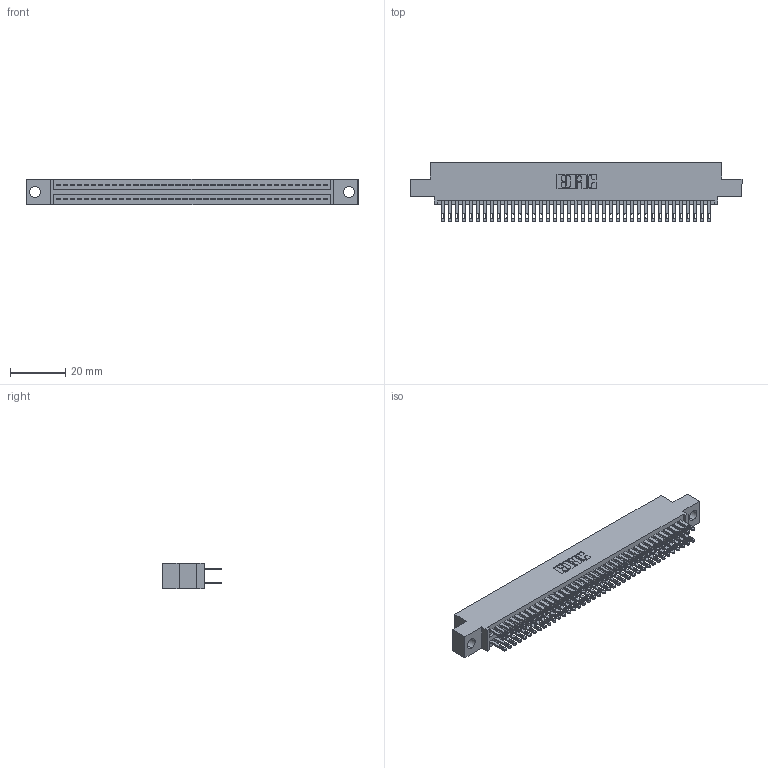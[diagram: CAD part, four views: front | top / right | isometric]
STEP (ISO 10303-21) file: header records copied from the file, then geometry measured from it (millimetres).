
FILE_DESCRIPTION (( 'STEP AP203' ), '1' );
FILE_NAME ('345-078-500-504.STEP', '2018-10-02T19:02:50', ( '' ), ( '' ), 'SwSTEP 2.0', 'SolidWorks 2016', '' );
FILE_SCHEMA (( 'CONFIG_CONTROL_DESIGN' ));
Length unit declared in the file: inch
Products named in the file (3): 345 Part_0.110 Offset - 0.156 Dia-TH; 345-078-500-504; 345-292-001_345-293-100
Assembly tree (79 placements, depth 2):
  345-078-500-504
    345 Part_0.110 Offset - 0.156 Dia-TH
    345-292-001_345-293-100  x78
Bounding box: 120.27 x 21.51 x 9.4 mm (x, y, z)
Volume: 11732.3 mm3; surface area: 17987.8 mm2
Topology: 79 solids, 79 shells, 3718 faces, 11351 edges, 7566 vertices
Faces by surface type: plane 2190, cylinder 1528
Entity records: 31069 total; most frequent: CARTESIAN_POINT 5212, ORIENTED_EDGE 5146, DIRECTION 4601, EDGE_CURVE 2573, VECTOR 2281, LINE 2281, VERTEX_POINT 1714, AXIS2_PLACEMENT_3D 1160
